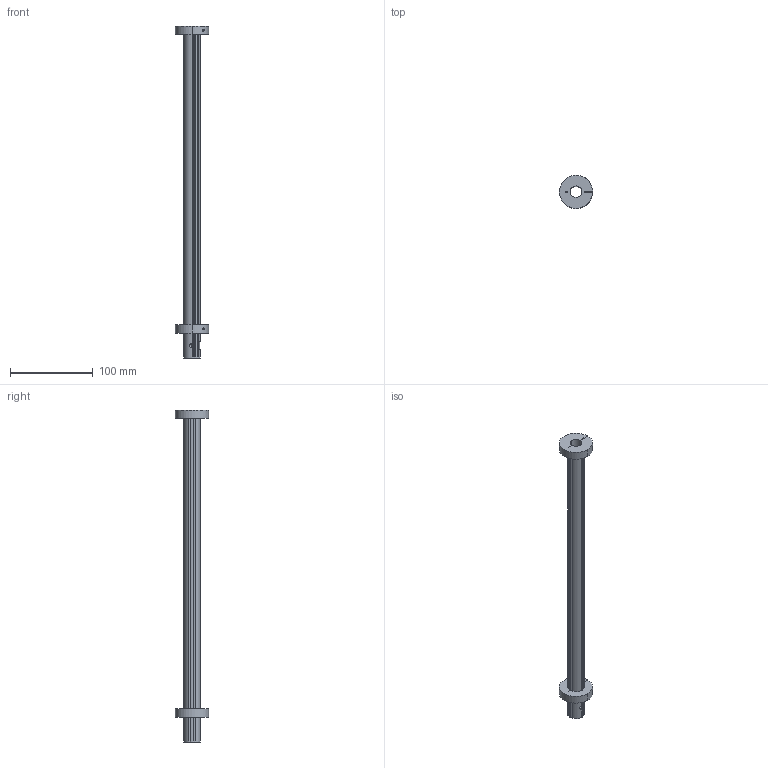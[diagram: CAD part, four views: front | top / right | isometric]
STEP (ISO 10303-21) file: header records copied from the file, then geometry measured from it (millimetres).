
FILE_DESCRIPTION (( 'STEP AP214' ), '1' );
FILE_NAME ('IRB 910SC_IRC5C_shaft_Standard_550_rev0_newOrigin.STEP', '2022-10-11T10:38:48', ( '' ), ( '' ), 'SwSTEP 2.0', 'SolidWorks 2022', '' );
FILE_SCHEMA (( 'AUTOMOTIVE_DESIGN' ));
Length unit declared in the file: millimetre
Products named in the file (1): IRB 910SC_IRC5C_shaft_Standard_550_rev0_newOrigin
Bounding box: 39.99 x 40 x 400 mm (x, y, z)
Volume: 79258.8 mm3; surface area: 50016.5 mm2
Topology: 1 solids, 1 shells, 74 faces, 215 edges, 141 vertices
Faces by surface type: cylinder 48, plane 20, cone 6
Entity records: 3055 total; most frequent: CARTESIAN_POINT 967, DIRECTION 457, ORIENTED_EDGE 426, EDGE_CURVE 213, AXIS2_PLACEMENT_3D 181, VERTEX_POINT 141, CIRCLE 106, LINE 95
